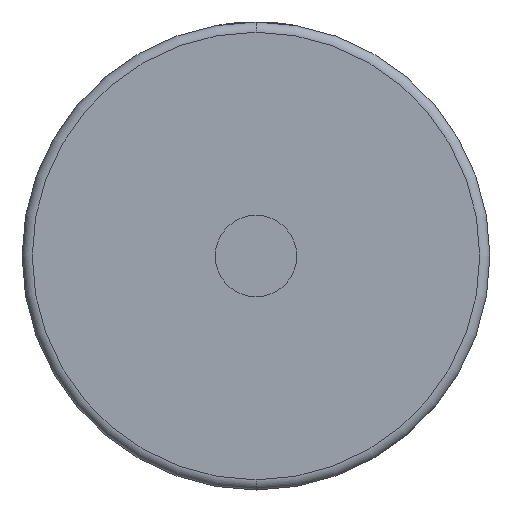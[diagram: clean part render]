
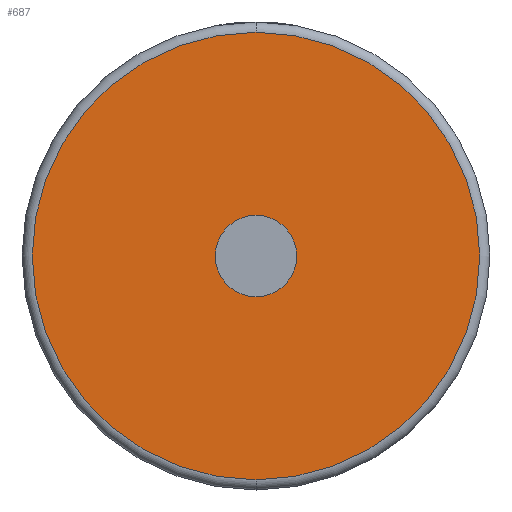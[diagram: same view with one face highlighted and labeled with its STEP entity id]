
A CAD part, front view. The second image highlights one B-rep face of the part: STEP entity #687.
In plain terms, the highlighted planar face has unit normal (0, -1, 0).
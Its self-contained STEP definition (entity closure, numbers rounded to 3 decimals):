
#28 = CIRCLE ( 'NONE', #2508, 4. ) ;
#39 = EDGE_LOOP ( 'NONE', ( #1881, #486 ) ) ;
#50 = DIRECTION ( 'NONE',  ( 0., 0., 1. ) ) ;
#154 = ORIENTED_EDGE ( 'NONE', *, *, #2114, .T. ) ;
#390 = FACE_OUTER_BOUND ( 'NONE', #1060, .T. ) ;
#458 = CARTESIAN_POINT ( 'NONE',  ( 0., 0., 0. ) ) ;
#465 = CARTESIAN_POINT ( 'NONE',  ( 0., 0., 0. ) ) ;
#486 = ORIENTED_EDGE ( 'NONE', *, *, #1074, .F. ) ;
#687 = ADVANCED_FACE ( 'NONE', ( #390, #1537 ), #2655, .F. ) ;
#706 = DIRECTION ( 'NONE',  ( 0., 1., 0. ) ) ;
#819 = DIRECTION ( 'NONE',  ( 0., -1., 0. ) ) ;
#824 = CARTESIAN_POINT ( 'NONE',  ( 0., 0., 0. ) ) ;
#835 = AXIS2_PLACEMENT_3D ( 'NONE', #1085, #1323, #2310 ) ;
#939 = VERTEX_POINT ( 'NONE', #1372 ) ;
#1060 = EDGE_LOOP ( 'NONE', ( #154, #1383 ) ) ;
#1074 = EDGE_CURVE ( 'NONE', #939, #1155, #2293, .T. ) ;
#1085 = CARTESIAN_POINT ( 'NONE',  ( 0., 0., 0. ) ) ;
#1155 = VERTEX_POINT ( 'NONE', #1913 ) ;
#1323 = DIRECTION ( 'NONE',  ( 0., -1., 0. ) ) ;
#1372 = CARTESIAN_POINT ( 'NONE',  ( 0., 0., -4. ) ) ;
#1383 = ORIENTED_EDGE ( 'NONE', *, *, #2698, .T. ) ;
#1528 = CARTESIAN_POINT ( 'NONE',  ( 0., 0., 22. ) ) ;
#1537 = FACE_BOUND ( 'NONE', #39, .T. ) ;
#1881 = ORIENTED_EDGE ( 'NONE', *, *, #2928, .F. ) ;
#1891 = CARTESIAN_POINT ( 'NONE',  ( 0., 0., -22. ) ) ;
#1911 = DIRECTION ( 'NONE',  ( 0., 0., 1. ) ) ;
#1913 = CARTESIAN_POINT ( 'NONE',  ( 0., 0., 4. ) ) ;
#1974 = CIRCLE ( 'NONE', #2871, 22. ) ;
#2114 = EDGE_CURVE ( 'NONE', #3122, #2818, #1974, .T. ) ;
#2293 = CIRCLE ( 'NONE', #2330, 4. ) ;
#2310 = DIRECTION ( 'NONE',  ( 0., 0., 1. ) ) ;
#2330 = AXIS2_PLACEMENT_3D ( 'NONE', #3106, #2954, #2401 ) ;
#2401 = DIRECTION ( 'NONE',  ( 0., 0., 1. ) ) ;
#2414 = AXIS2_PLACEMENT_3D ( 'NONE', #458, #706, #2913 ) ;
#2508 = AXIS2_PLACEMENT_3D ( 'NONE', #465, #3154, #1911 ) ;
#2655 = PLANE ( 'NONE',  #2414 ) ;
#2698 = EDGE_CURVE ( 'NONE', #2818, #3122, #2761, .T. ) ;
#2761 = CIRCLE ( 'NONE', #835, 22. ) ;
#2818 = VERTEX_POINT ( 'NONE', #1891 ) ;
#2871 = AXIS2_PLACEMENT_3D ( 'NONE', #824, #819, #50 ) ;
#2913 = DIRECTION ( 'NONE',  ( 0., 0., 1. ) ) ;
#2928 = EDGE_CURVE ( 'NONE', #1155, #939, #28, .T. ) ;
#2954 = DIRECTION ( 'NONE',  ( 0., -1., 0. ) ) ;
#3106 = CARTESIAN_POINT ( 'NONE',  ( 0., 0., 0. ) ) ;
#3122 = VERTEX_POINT ( 'NONE', #1528 ) ;
#3154 = DIRECTION ( 'NONE',  ( 0., -1., 0. ) ) ;
